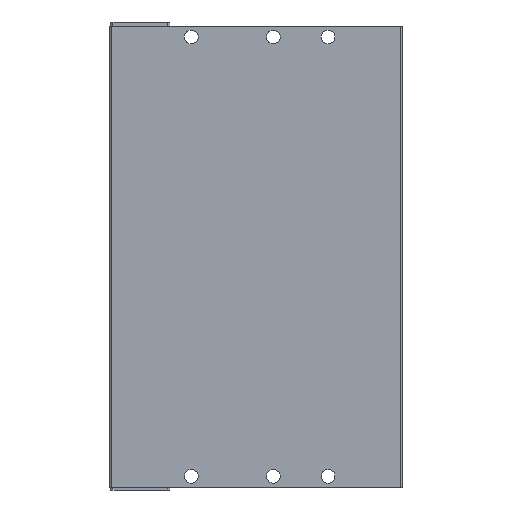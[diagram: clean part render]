
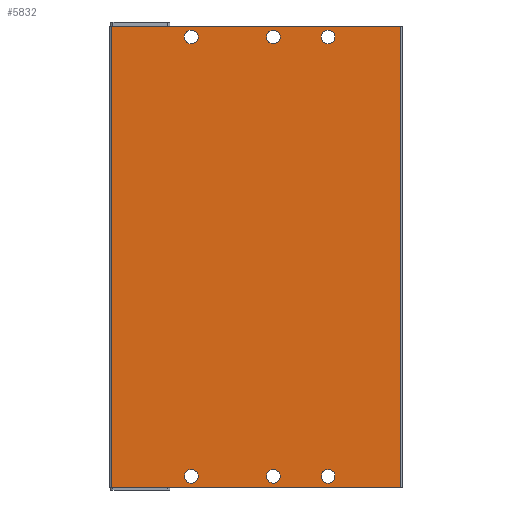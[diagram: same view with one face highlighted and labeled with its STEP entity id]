
A CAD part, front view. The second image highlights one B-rep face of the part: STEP entity #5832.
In plain terms, the highlighted planar face has unit normal (0, -1, 0).
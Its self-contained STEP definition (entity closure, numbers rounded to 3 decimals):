
#55 = CARTESIAN_POINT ( 'NONE',  ( 59.7, 0., -4. ) ) ;
#206 = EDGE_LOOP ( 'NONE', ( #8713, #7980 ) ) ;
#286 = AXIS2_PLACEMENT_3D ( 'NONE', #3416, #4093, #2688 ) ;
#317 = FACE_BOUND ( 'NONE', #8813, .T. ) ;
#368 = VECTOR ( 'NONE', #7053, 1000. ) ;
#391 = EDGE_LOOP ( 'NONE', ( #2327, #2051 ) ) ;
#414 = EDGE_LOOP ( 'NONE', ( #1612, #7085 ) ) ;
#489 = ORIENTED_EDGE ( 'NONE', *, *, #3312, .T. ) ;
#506 = EDGE_CURVE ( 'NONE', #3095, #8660, #5811, .T. ) ;
#523 = EDGE_CURVE ( 'NONE', #4744, #5347, #1575, .T. ) ;
#576 = VERTEX_POINT ( 'NONE', #1086 ) ;
#588 = CARTESIAN_POINT ( 'NONE',  ( 59.7, 0., -4. ) ) ;
#618 = CARTESIAN_POINT ( 'NONE',  ( 0.5, 0., -168.5 ) ) ;
#809 = ORIENTED_EDGE ( 'NONE', *, *, #1266, .T. ) ;
#863 = ORIENTED_EDGE ( 'NONE', *, *, #506, .T. ) ;
#918 = ORIENTED_EDGE ( 'NONE', *, *, #3211, .T. ) ;
#973 = DIRECTION ( 'NONE',  ( 0., 1., 0. ) ) ;
#979 = DIRECTION ( 'NONE',  ( 0., 0., -1. ) ) ;
#1050 = DIRECTION ( 'NONE',  ( 0., 1., 0. ) ) ;
#1074 = FACE_OUTER_BOUND ( 'NONE', #7056, .T. ) ;
#1080 = AXIS2_PLACEMENT_3D ( 'NONE', #6391, #6925, #7614 ) ;
#1086 = CARTESIAN_POINT ( 'NONE',  ( 0.5, 0., -168.5 ) ) ;
#1108 = VERTEX_POINT ( 'NONE', #5931 ) ;
#1197 = DIRECTION ( 'NONE',  ( 0., 1., 0. ) ) ;
#1266 = EDGE_CURVE ( 'NONE', #1108, #4744, #1420, .T. ) ;
#1420 = LINE ( 'NONE', #4252, #7471 ) ;
#1575 = LINE ( 'NONE', #4226, #368 ) ;
#1583 = ORIENTED_EDGE ( 'NONE', *, *, #7076, .T. ) ;
#1608 = EDGE_CURVE ( 'NONE', #1678, #7012, #7787, .T. ) ;
#1612 = ORIENTED_EDGE ( 'NONE', *, *, #3115, .T. ) ;
#1614 = DIRECTION ( 'NONE',  ( 0., -1., 0. ) ) ;
#1678 = VERTEX_POINT ( 'NONE', #5764 ) ;
#1857 = AXIS2_PLACEMENT_3D ( 'NONE', #2440, #1050, #7247 ) ;
#1881 = LINE ( 'NONE', #618, #6089 ) ;
#1899 = CARTESIAN_POINT ( 'NONE',  ( 29.7, 0., -1.5 ) ) ;
#1990 = EDGE_LOOP ( 'NONE', ( #5064, #4704 ) ) ;
#2051 = ORIENTED_EDGE ( 'NONE', *, *, #6827, .T. ) ;
#2175 = CARTESIAN_POINT ( 'NONE',  ( 79.7, 0., -167. ) ) ;
#2222 = AXIS2_PLACEMENT_3D ( 'NONE', #7905, #3161, #3781 ) ;
#2266 = VERTEX_POINT ( 'NONE', #4190 ) ;
#2273 = CARTESIAN_POINT ( 'NONE',  ( 59.7, 0., -164.5 ) ) ;
#2327 = ORIENTED_EDGE ( 'NONE', *, *, #1608, .T. ) ;
#2330 = CARTESIAN_POINT ( 'NONE',  ( 59.7, 0., -162. ) ) ;
#2416 = DIRECTION ( 'NONE',  ( 0., 1., 0. ) ) ;
#2440 = CARTESIAN_POINT ( 'NONE',  ( 79.7, 0., -164.5 ) ) ;
#2463 = DIRECTION ( 'NONE',  ( 0., 0., -1. ) ) ;
#2487 = EDGE_CURVE ( 'NONE', #7042, #6180, #7301, .T. ) ;
#2516 = CARTESIAN_POINT ( 'NONE',  ( 0.5, 0., -168.5 ) ) ;
#2550 = CARTESIAN_POINT ( 'NONE',  ( 79.7, 0., -4. ) ) ;
#2555 = CARTESIAN_POINT ( 'NONE',  ( 59.7, 0., -1.5 ) ) ;
#2688 = DIRECTION ( 'NONE',  ( 0., 0., -1. ) ) ;
#2692 = VERTEX_POINT ( 'NONE', #1899 ) ;
#2717 = VERTEX_POINT ( 'NONE', #6709 ) ;
#3016 = CARTESIAN_POINT ( 'NONE',  ( 29.7, 0., -164.5 ) ) ;
#3040 = DIRECTION ( 'NONE',  ( 0., 0., -1. ) ) ;
#3073 = CIRCLE ( 'NONE', #7231, 2.5 ) ;
#3095 = VERTEX_POINT ( 'NONE', #4685 ) ;
#3115 = EDGE_CURVE ( 'NONE', #2266, #2692, #7361, .T. ) ;
#3134 = EDGE_CURVE ( 'NONE', #5687, #5567, #3499, .T. ) ;
#3161 = DIRECTION ( 'NONE',  ( 0., 1., 0. ) ) ;
#3211 = EDGE_CURVE ( 'NONE', #2717, #5914, #3073, .T. ) ;
#3225 = AXIS2_PLACEMENT_3D ( 'NONE', #7054, #2416, #2463 ) ;
#3312 = EDGE_CURVE ( 'NONE', #8660, #3095, #8425, .T. ) ;
#3374 = CARTESIAN_POINT ( 'NONE',  ( 29.7, 0., -4. ) ) ;
#3416 = CARTESIAN_POINT ( 'NONE',  ( 79.7, 0., -164.5 ) ) ;
#3499 = CIRCLE ( 'NONE', #8791, 2.5 ) ;
#3624 = FACE_BOUND ( 'NONE', #391, .T. ) ;
#3762 = EDGE_LOOP ( 'NONE', ( #918, #1583 ) ) ;
#3775 = DIRECTION ( 'NONE',  ( 0., 1., 0. ) ) ;
#3781 = DIRECTION ( 'NONE',  ( 0., 0., -1. ) ) ;
#3802 = DIRECTION ( 'NONE',  ( 0., 0., -1. ) ) ;
#4031 = CARTESIAN_POINT ( 'NONE',  ( 106.2, 0., 0. ) ) ;
#4039 = DIRECTION ( 'NONE',  ( 0., 1., 0. ) ) ;
#4093 = DIRECTION ( 'NONE',  ( 0., 1., 0. ) ) ;
#4148 = CIRCLE ( 'NONE', #286, 2.5 ) ;
#4190 = CARTESIAN_POINT ( 'NONE',  ( 29.7, 0., -6.5 ) ) ;
#4226 = CARTESIAN_POINT ( 'NONE',  ( 0.5, 0., 0. ) ) ;
#4238 = EDGE_CURVE ( 'NONE', #6180, #7042, #4148, .T. ) ;
#4252 = CARTESIAN_POINT ( 'NONE',  ( 106.2, 0., -168.5 ) ) ;
#4306 = AXIS2_PLACEMENT_3D ( 'NONE', #2550, #1197, #3802 ) ;
#4307 = FACE_BOUND ( 'NONE', #3762, .T. ) ;
#4600 = CARTESIAN_POINT ( 'NONE',  ( 0.5, 0., 0. ) ) ;
#4685 = CARTESIAN_POINT ( 'NONE',  ( 79.7, 0., -6.5 ) ) ;
#4704 = ORIENTED_EDGE ( 'NONE', *, *, #8502, .T. ) ;
#4720 = DIRECTION ( 'NONE',  ( 0., 0., -1. ) ) ;
#4729 = AXIS2_PLACEMENT_3D ( 'NONE', #55, #4039, #5397 ) ;
#4744 = VERTEX_POINT ( 'NONE', #4031 ) ;
#4772 = DIRECTION ( 'NONE',  ( 0., 0., -1. ) ) ;
#4806 = VECTOR ( 'NONE', #7309, 1000. ) ;
#5064 = ORIENTED_EDGE ( 'NONE', *, *, #3134, .T. ) ;
#5081 = CIRCLE ( 'NONE', #2222, 2.5 ) ;
#5145 = ORIENTED_EDGE ( 'NONE', *, *, #523, .T. ) ;
#5213 = DIRECTION ( 'NONE',  ( 0., 0., -1. ) ) ;
#5347 = VERTEX_POINT ( 'NONE', #4600 ) ;
#5397 = DIRECTION ( 'NONE',  ( 0., 0., -1. ) ) ;
#5434 = EDGE_CURVE ( 'NONE', #2692, #2266, #7744, .T. ) ;
#5567 = VERTEX_POINT ( 'NONE', #2555 ) ;
#5623 = CARTESIAN_POINT ( 'NONE',  ( 29.7, 0., -162. ) ) ;
#5643 = DIRECTION ( 'NONE',  ( 0., 0., 1. ) ) ;
#5687 = VERTEX_POINT ( 'NONE', #6918 ) ;
#5700 = FACE_BOUND ( 'NONE', #206, .T. ) ;
#5703 = CARTESIAN_POINT ( 'NONE',  ( 79.7, 0., -1.5 ) ) ;
#5764 = CARTESIAN_POINT ( 'NONE',  ( 29.7, 0., -167. ) ) ;
#5811 = CIRCLE ( 'NONE', #1080, 2.5 ) ;
#5832 = ADVANCED_FACE ( 'NONE', ( #1074, #8550, #5837, #317, #3624, #4307, #5700 ), #7044, .T. ) ;
#5837 = FACE_BOUND ( 'NONE', #1990, .T. ) ;
#5912 = AXIS2_PLACEMENT_3D ( 'NONE', #8166, #8121, #6746 ) ;
#5914 = VERTEX_POINT ( 'NONE', #2330 ) ;
#5931 = CARTESIAN_POINT ( 'NONE',  ( 106.2, 0., -168.5 ) ) ;
#5980 = LINE ( 'NONE', #2516, #4806 ) ;
#6003 = EDGE_CURVE ( 'NONE', #5347, #576, #1881, .T. ) ;
#6052 = ORIENTED_EDGE ( 'NONE', *, *, #7198, .T. ) ;
#6072 = DIRECTION ( 'NONE',  ( 0., 1., 0. ) ) ;
#6089 = VECTOR ( 'NONE', #5213, 1000. ) ;
#6180 = VERTEX_POINT ( 'NONE', #2175 ) ;
#6343 = CARTESIAN_POINT ( 'NONE',  ( 79.7, 0., -162. ) ) ;
#6391 = CARTESIAN_POINT ( 'NONE',  ( 79.7, 0., -4. ) ) ;
#6520 = AXIS2_PLACEMENT_3D ( 'NONE', #3374, #8160, #4720 ) ;
#6709 = CARTESIAN_POINT ( 'NONE',  ( 59.7, 0., -167. ) ) ;
#6746 = DIRECTION ( 'NONE',  ( 0., 0., -1. ) ) ;
#6827 = EDGE_CURVE ( 'NONE', #7012, #1678, #5081, .T. ) ;
#6918 = CARTESIAN_POINT ( 'NONE',  ( 59.7, 0., -6.5 ) ) ;
#6925 = DIRECTION ( 'NONE',  ( 0., 1., 0. ) ) ;
#7012 = VERTEX_POINT ( 'NONE', #5623 ) ;
#7030 = ORIENTED_EDGE ( 'NONE', *, *, #6003, .T. ) ;
#7042 = VERTEX_POINT ( 'NONE', #6343 ) ;
#7044 = PLANE ( 'NONE',  #7220 ) ;
#7053 = DIRECTION ( 'NONE',  ( -1., 0., 0. ) ) ;
#7054 = CARTESIAN_POINT ( 'NONE',  ( 59.7, 0., -164.5 ) ) ;
#7056 = EDGE_LOOP ( 'NONE', ( #6052, #809, #5145, #7030 ) ) ;
#7076 = EDGE_CURVE ( 'NONE', #5914, #2717, #7366, .T. ) ;
#7085 = ORIENTED_EDGE ( 'NONE', *, *, #5434, .T. ) ;
#7198 = EDGE_CURVE ( 'NONE', #576, #1108, #5980, .T. ) ;
#7220 = AXIS2_PLACEMENT_3D ( 'NONE', #8417, #1614, #979 ) ;
#7231 = AXIS2_PLACEMENT_3D ( 'NONE', #2273, #973, #3040 ) ;
#7241 = DIRECTION ( 'NONE',  ( 0., 0., -1. ) ) ;
#7247 = DIRECTION ( 'NONE',  ( 0., 0., -1. ) ) ;
#7301 = CIRCLE ( 'NONE', #1857, 2.5 ) ;
#7309 = DIRECTION ( 'NONE',  ( 1., 0., 0. ) ) ;
#7361 = CIRCLE ( 'NONE', #6520, 2.5 ) ;
#7366 = CIRCLE ( 'NONE', #3225, 2.5 ) ;
#7471 = VECTOR ( 'NONE', #5643, 1000. ) ;
#7614 = DIRECTION ( 'NONE',  ( 0., 0., -1. ) ) ;
#7744 = CIRCLE ( 'NONE', #5912, 2.5 ) ;
#7787 = CIRCLE ( 'NONE', #8794, 2.5 ) ;
#7905 = CARTESIAN_POINT ( 'NONE',  ( 29.7, 0., -164.5 ) ) ;
#7980 = ORIENTED_EDGE ( 'NONE', *, *, #2487, .T. ) ;
#8121 = DIRECTION ( 'NONE',  ( 0., 1., 0. ) ) ;
#8160 = DIRECTION ( 'NONE',  ( 0., 1., 0. ) ) ;
#8166 = CARTESIAN_POINT ( 'NONE',  ( 29.7, 0., -4. ) ) ;
#8417 = CARTESIAN_POINT ( 'NONE',  ( 0.5, 0., -168.5 ) ) ;
#8425 = CIRCLE ( 'NONE', #4306, 2.5 ) ;
#8502 = EDGE_CURVE ( 'NONE', #5567, #5687, #8576, .T. ) ;
#8550 = FACE_BOUND ( 'NONE', #414, .T. ) ;
#8576 = CIRCLE ( 'NONE', #4729, 2.5 ) ;
#8660 = VERTEX_POINT ( 'NONE', #5703 ) ;
#8713 = ORIENTED_EDGE ( 'NONE', *, *, #4238, .T. ) ;
#8791 = AXIS2_PLACEMENT_3D ( 'NONE', #588, #6072, #4772 ) ;
#8794 = AXIS2_PLACEMENT_3D ( 'NONE', #3016, #3775, #7241 ) ;
#8813 = EDGE_LOOP ( 'NONE', ( #863, #489 ) ) ;
